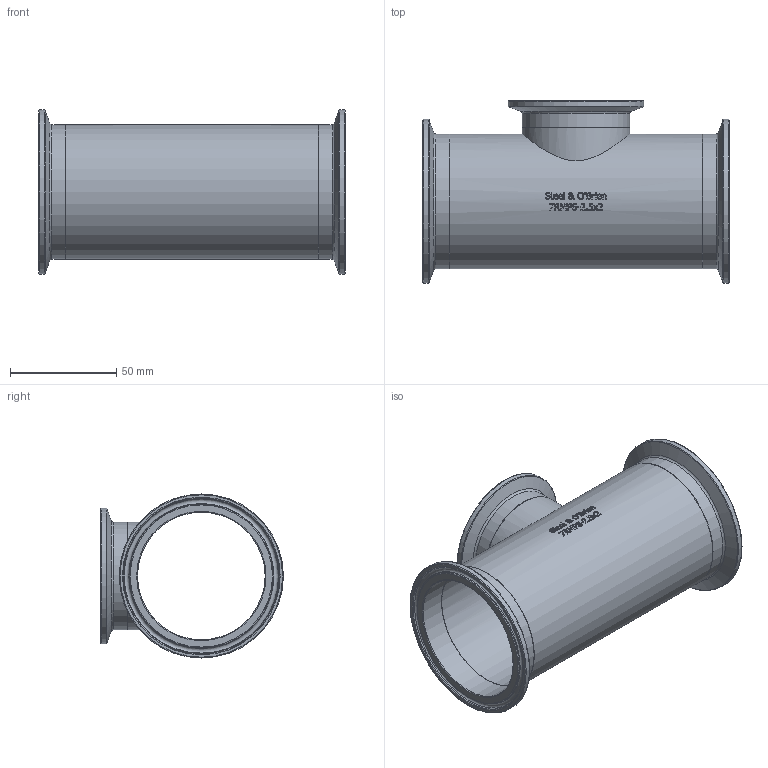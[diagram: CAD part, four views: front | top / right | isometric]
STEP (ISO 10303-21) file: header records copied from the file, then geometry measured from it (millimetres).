
FILE_DESCRIPTION(/* description */ (''),/* implementation_level */ '2;1');
FILE_NAME(/* name */ '7RMPS-2.5X2.ipt.stp',/* time_stamp */ '2019-06-17T14:41:32-04:00',/* author */ ('R. Canell'),/* organization */ (''),/* preprocessor_version */ 'ST-DEVELOPER v15.2',/* originating_system */ 'Autodesk Inventor 2014',/* authorisation */ '');
FILE_SCHEMA (('AUTOMOTIVE_DESIGN { 1 0 10303 214 3 1 1 }'));
Length unit declared in the file: inch
Products named in the file (1): 7RMPS-2.5X2
Bounding box: 144.48 x 86.19 x 77.39 mm (x, y, z)
Volume: 63576.2 mm3; surface area: 68353.2 mm2
Topology: 1 solids, 1 shells, 443 faces, 1156 edges, 759 vertices
Faces by surface type: bspline 185, plane 174, cylinder 48, torus 27, cone 9
Full cylindrical faces by diameter (mm): 47.498 x2, 50.8 x2, 60.198 x3, 63.5 x3, 63.906 x1, 77.394 x2
Entity records: 16808 total; most frequent: CARTESIAN_POINT 7141, ORIENTED_EDGE 2206, DIRECTION 1479, EDGE_CURVE 1103, VERTEX_POINT 756, EDGE_LOOP 541, LINE 501, VECTOR 501
